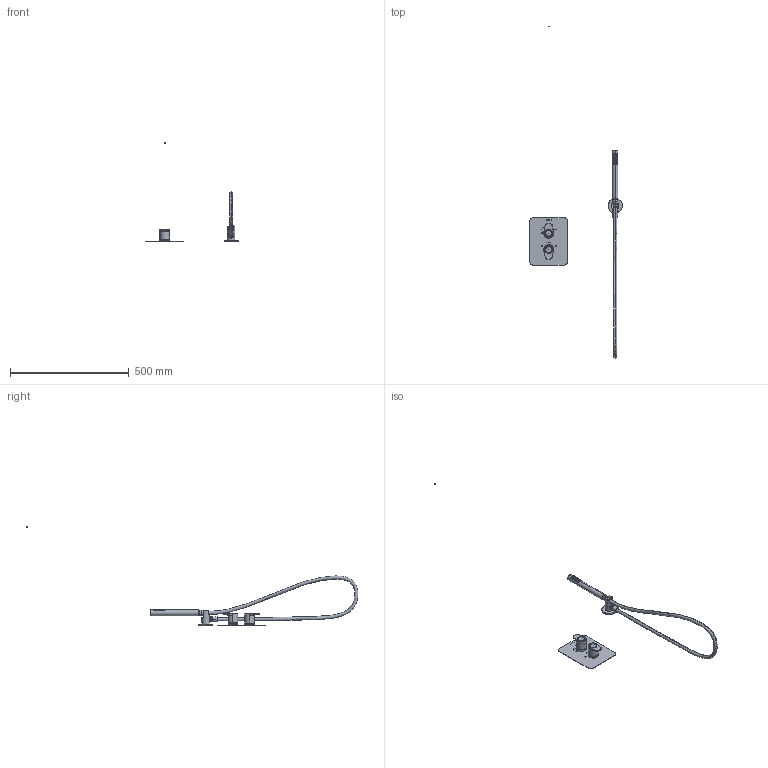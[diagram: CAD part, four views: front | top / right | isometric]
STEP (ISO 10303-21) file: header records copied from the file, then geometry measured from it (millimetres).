
FILE_DESCRIPTION (( 'STEP AP203' ), '1' );
FILE_NAME ('P09524.STEP', '2025-10-07T06:02:00', ( '' ), ( '' ), 'SwSTEP 2.0', 'SolidWorks 2021', '' );
FILE_SCHEMA (( 'CONFIG_CONTROL_DESIGN' ));
Products named in the file (1): P09524
Bounding box: 389.94 x 1399.22 x 419.47 mm (x, y, z)
Surface area: 208233.2 mm2 (no closed solid volume)
Topology: 0 solids, 13 shells, 734 faces, 1755 edges, 1106 vertices
Faces by surface type: plane 272, cone 229, cylinder 168, torus 50, bspline 11, sphere 4
Entity records: 38371 total; most frequent: CARTESIAN_POINT 24289, ORIENTED_EDGE 3378, DIRECTION 1847, EDGE_CURVE 1691, B_SPLINE_CURVE_WITH_KNOTS 1302, VERTEX_POINT 1098, EDGE_LOOP 877, AXIS2_PLACEMENT_3D 754
